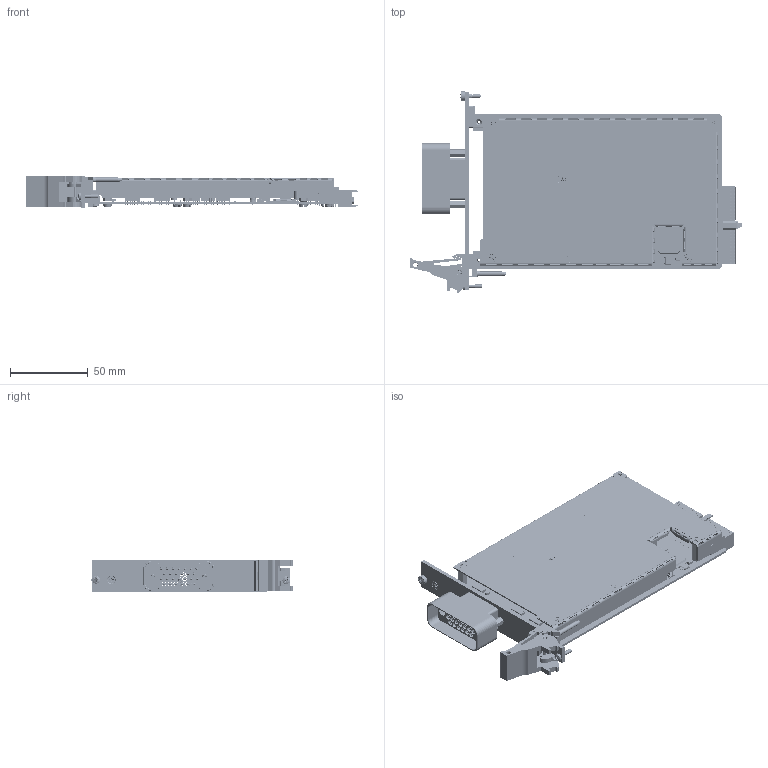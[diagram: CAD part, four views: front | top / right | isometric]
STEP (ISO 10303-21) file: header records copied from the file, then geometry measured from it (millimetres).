
FILE_DESCRIPTION (( 'STEP AP214' ), '1' );
FILE_NAME ('40-727-512-L PXI 16x4 RF Matrix with Y-LT 50 Ohm Multiway.STEP', '2013-09-05T08:58:29', ( 'admin' ), ( '' ), 'SwSTEP 2.0', 'SolidWorks 2012', '' );
FILE_SCHEMA (( 'AUTOMOTIVE_DESIGN' ));
Length unit declared in the file: millimetre
Products named in the file (1): 40-727-512-L PXI 16x4 RF Matrix with Y-LT 50 Ohm Multiway
Bounding box: 214.01 x 129.67 x 20 mm (x, y, z)
Surface area: 123538 mm2 (no closed solid volume)
Topology: 0 solids, 1131 shells, 4507 faces, 15462 edges, 11511 vertices
Faces by surface type: plane 2509, cylinder 1778, bspline 109, torus 54, cone 51, sphere 6
Full cylindrical faces by diameter (mm): 0.278 x3, 0.5 x630, 0.6 x110, 0.8 x6, 0.899 x92, 0.902 x1, 0.903 x12, 0.905 x13, 0.937 x25, 0.948 x71, 0.984 x21, 0.996 x4, 1.016 x173, 1.04 x2, 1.047 x190, 1.3 x20, 1.496 x2, 1.501 x7, 1.524 x6, 1.8 x10, 2 x5, 2.05 x1, 2.26 x26, 2.5 x3, 2.7 x1, 2.8 x1, 3 x3, 3.12 x52, 3.4 x1, 3.665 x1
Entity records: 217351 total; most frequent: CARTESIAN_POINT 43985, DIRECTION 25170, ORIENTED_EDGE 19106, EDGE_CURVE 13124, VERTEX_POINT 10753, AXIS2_PLACEMENT_3D 8627, LINE 7916, VECTOR 7916
